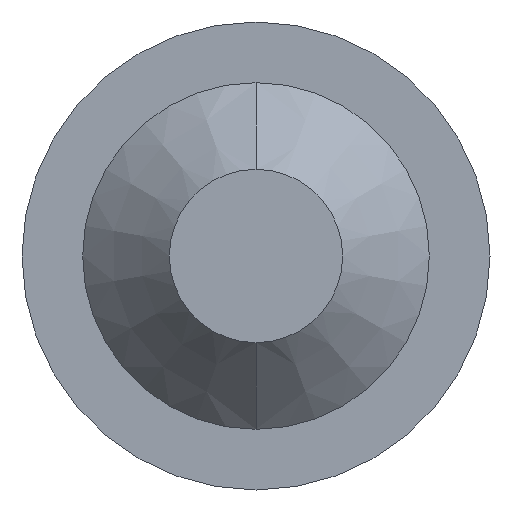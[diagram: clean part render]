
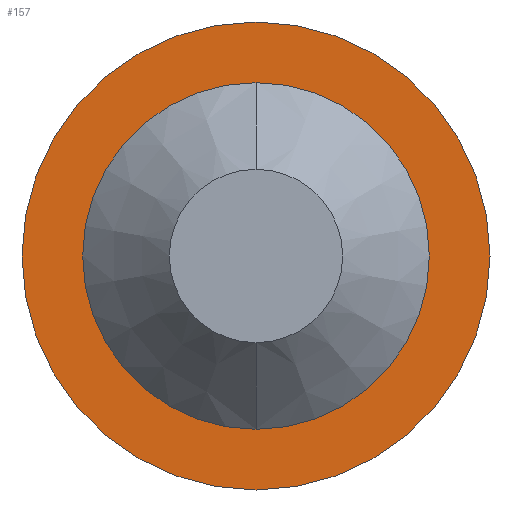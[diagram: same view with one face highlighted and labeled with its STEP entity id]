
A CAD part, front view. The second image highlights one B-rep face of the part: STEP entity #157.
In plain terms, the highlighted planar face has unit normal (0, -1, 0).
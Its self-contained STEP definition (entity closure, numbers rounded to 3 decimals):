
#49 = CARTESIAN_POINT ( 'NONE',  ( 0., 0., 0. ) ) ;
#73 = DIRECTION ( 'NONE',  ( 0., 0., -1. ) ) ;
#80 = AXIS2_PLACEMENT_3D ( 'NONE', #475, #376, #73 ) ;
#94 = DIRECTION ( 'NONE',  ( 0., -1., 0. ) ) ;
#119 = AXIS2_PLACEMENT_3D ( 'NONE', #472, #474, #124 ) ;
#124 = DIRECTION ( 'NONE',  ( 0., 0., 1. ) ) ;
#141 = AXIS2_PLACEMENT_3D ( 'NONE', #49, #144, #447 ) ;
#144 = DIRECTION ( 'NONE',  ( 0., 1., 0. ) ) ;
#151 = AXIS2_PLACEMENT_3D ( 'NONE', #279, #94, #432 ) ;
#155 = CIRCLE ( 'NONE', #80, 1.35 ) ;
#157 = ADVANCED_FACE ( 'NONE', ( #507, #462 ), #526, .T. ) ;
#175 = EDGE_LOOP ( 'NONE', ( #277, #402 ) ) ;
#181 = CARTESIAN_POINT ( 'NONE',  ( 0., 0., 0. ) ) ;
#199 = VERTEX_POINT ( 'NONE', #530 ) ;
#207 = VERTEX_POINT ( 'NONE', #492 ) ;
#213 = EDGE_CURVE ( 'NONE', #207, #199, #289, .T. ) ;
#277 = ORIENTED_EDGE ( 'NONE', *, *, #500, .T. ) ;
#279 = CARTESIAN_POINT ( 'NONE',  ( 0., 0., 0. ) ) ;
#285 = ORIENTED_EDGE ( 'NONE', *, *, #356, .T. ) ;
#289 = CIRCLE ( 'NONE', #571, 1.35 ) ;
#310 = DIRECTION ( 'NONE',  ( 0., -1., 0. ) ) ;
#312 = DIRECTION ( 'NONE',  ( 0., 0., -1. ) ) ;
#356 = EDGE_CURVE ( 'NONE', #397, #550, #373, .T. ) ;
#363 = CARTESIAN_POINT ( 'NONE',  ( 0., 0., -1. ) ) ;
#373 = CIRCLE ( 'NONE', #141, 1. ) ;
#376 = DIRECTION ( 'NONE',  ( 0., -1., 0. ) ) ;
#378 = ORIENTED_EDGE ( 'NONE', *, *, #578, .T. ) ;
#397 = VERTEX_POINT ( 'NONE', #363 ) ;
#402 = ORIENTED_EDGE ( 'NONE', *, *, #213, .T. ) ;
#432 = DIRECTION ( 'NONE',  ( 0., 0., -1. ) ) ;
#447 = DIRECTION ( 'NONE',  ( 0., 0., 1. ) ) ;
#462 = FACE_OUTER_BOUND ( 'NONE', #175, .T. ) ;
#468 = EDGE_LOOP ( 'NONE', ( #378, #285 ) ) ;
#472 = CARTESIAN_POINT ( 'NONE',  ( 0., 0., 0. ) ) ;
#474 = DIRECTION ( 'NONE',  ( 0., 1., 0. ) ) ;
#475 = CARTESIAN_POINT ( 'NONE',  ( 0., 0., 0. ) ) ;
#492 = CARTESIAN_POINT ( 'NONE',  ( 0., 0., 1.35 ) ) ;
#500 = EDGE_CURVE ( 'NONE', #199, #207, #155, .T. ) ;
#507 = FACE_BOUND ( 'NONE', #468, .T. ) ;
#517 = CARTESIAN_POINT ( 'NONE',  ( 0., 0., 1. ) ) ;
#526 = PLANE ( 'NONE',  #151 ) ;
#530 = CARTESIAN_POINT ( 'NONE',  ( 0., 0., -1.35 ) ) ;
#550 = VERTEX_POINT ( 'NONE', #517 ) ;
#556 = CIRCLE ( 'NONE', #119, 1. ) ;
#571 = AXIS2_PLACEMENT_3D ( 'NONE', #181, #310, #312 ) ;
#578 = EDGE_CURVE ( 'NONE', #550, #397, #556, .T. ) ;
